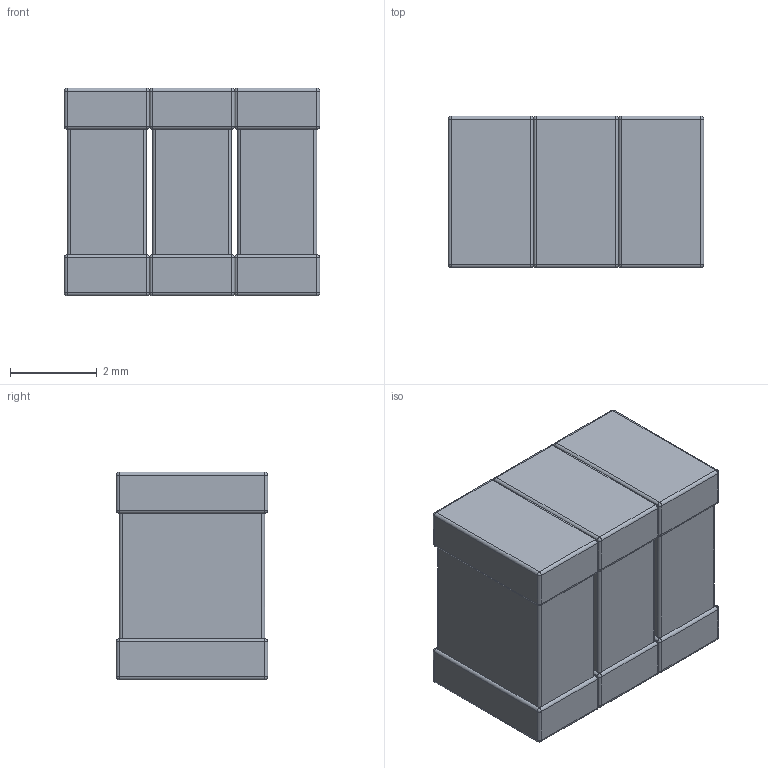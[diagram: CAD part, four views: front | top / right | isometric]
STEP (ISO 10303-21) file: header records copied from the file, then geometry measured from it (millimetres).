
FILE_DESCRIPTION (( 'STEP AP214' ), '1' );
FILE_NAME ('CCSS_K3LL_1812-3_L4.8W5.9B0.95T3.5.STEP', '2023-04-18T22:37:31', ( '' ), ( '' ), 'SwSTEP 2.0', 'SolidWorks 2021', '' );
FILE_SCHEMA (( 'AUTOMOTIVE_DESIGN' ));
Length unit declared in the file: millimetre
Products named in the file (1): CCSS_K3LL_1812-3_L4.8W5.9B0.95T3.5
Bounding box: 5.9 x 3.5 x 4.8 mm (x, y, z)
Volume: 92.4 mm3; surface area: 195.9 mm2
Topology: 12 solids, 12 shells, 351 faces, 897 edges, 522 vertices
Faces by surface type: plane 213, cylinder 90, sphere 48
Entity records: 12440 total; most frequent: CARTESIAN_POINT 2227, ORIENTED_EDGE 1698, DIRECTION 1625, EDGE_CURVE 849, VECTOR 633, LINE 633, VERTEX_POINT 522, AXIS2_PLACEMENT_3D 496
